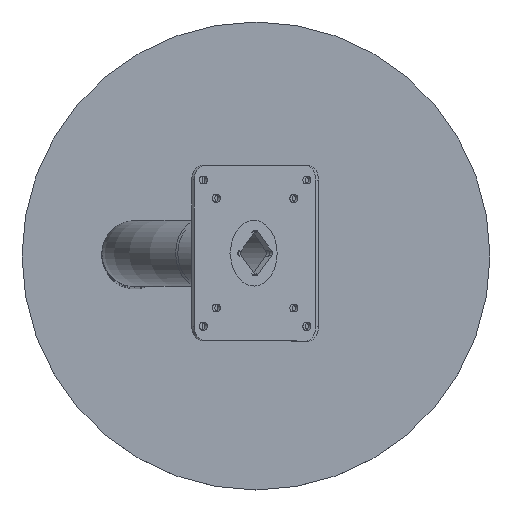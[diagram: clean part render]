
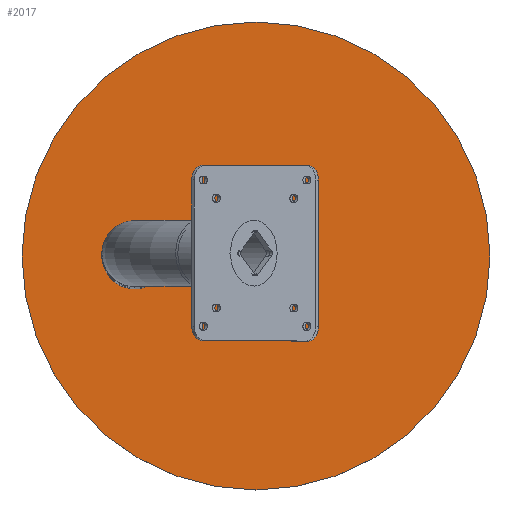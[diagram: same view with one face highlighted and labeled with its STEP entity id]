
A CAD part, top view. The second image highlights one B-rep face of the part: STEP entity #2017.
In plain terms, the highlighted planar face has unit normal (0, 0, 1).
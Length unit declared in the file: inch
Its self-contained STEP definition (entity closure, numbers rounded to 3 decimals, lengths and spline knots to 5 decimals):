
#48=FACE_BOUND('',#286,.T.);
#169=FACE_OUTER_BOUND('',#285,.T.);
#285=EDGE_LOOP('',(#1429,#1430));
#286=EDGE_LOOP('',(#1431,#1432));
#718=CIRCLE('',#2174,6.29921);
#719=CIRCLE('',#2175,6.29921);
#720=CIRCLE('',#2176,0.88583);
#721=CIRCLE('',#2177,0.88583);
#869=VERTEX_POINT('',#3138);
#870=VERTEX_POINT('',#3139);
#871=VERTEX_POINT('',#3142);
#872=VERTEX_POINT('',#3143);
#1098=EDGE_CURVE('',#869,#870,#718,.T.);
#1099=EDGE_CURVE('',#870,#869,#719,.T.);
#1100=EDGE_CURVE('',#871,#872,#720,.T.);
#1101=EDGE_CURVE('',#872,#871,#721,.T.);
#1429=ORIENTED_EDGE('',*,*,#1098,.T.);
#1430=ORIENTED_EDGE('',*,*,#1099,.T.);
#1431=ORIENTED_EDGE('',*,*,#1100,.T.);
#1432=ORIENTED_EDGE('',*,*,#1101,.T.);
#1960=PLANE('',#2173);
#2017=ADVANCED_FACE('',(#169,#48),#1960,.F.);
#2173=AXIS2_PLACEMENT_3D('',#3137,#2502,#2503);
#2174=AXIS2_PLACEMENT_3D('',#3140,#2504,#2505);
#2175=AXIS2_PLACEMENT_3D('',#3141,#2506,#2507);
#2176=AXIS2_PLACEMENT_3D('',#3144,#2508,#2509);
#2177=AXIS2_PLACEMENT_3D('',#3145,#2510,#2511);
#2502=DIRECTION('center_axis',(0.,0.,-1.));
#2503=DIRECTION('ref_axis',(-1.,0.,0.));
#2504=DIRECTION('center_axis',(0.,0.,1.));
#2505=DIRECTION('ref_axis',(1.,0.,0.));
#2506=DIRECTION('center_axis',(0.,0.,1.));
#2507=DIRECTION('ref_axis',(1.,0.,0.));
#2508=DIRECTION('center_axis',(0.,0.,-1.));
#2509=DIRECTION('ref_axis',(0.707,-0.707,0.));
#2510=DIRECTION('center_axis',(0.,0.,-1.));
#2511=DIRECTION('ref_axis',(0.707,-0.707,0.));
#3137=CARTESIAN_POINT('Origin',(6.37993,4.15464,12.75591));
#3138=CARTESIAN_POINT('',(6.76969,-0.18984,12.75591));
#3139=CARTESIAN_POINT('',(-5.82873,-0.18984,12.75591));
#3140=CARTESIAN_POINT('Origin',(0.47048,-0.18984,12.75591));
#3141=CARTESIAN_POINT('Origin',(0.47048,-0.18984,12.75591));
#3142=CARTESIAN_POINT('',(-2.16692,-0.81622,12.75591));
#3143=CARTESIAN_POINT('',(-2.7933,-1.07567,12.75591));
#3144=CARTESIAN_POINT('Origin',(-2.7933,-0.18984,12.75591));
#3145=CARTESIAN_POINT('Origin',(-2.7933,-0.18984,12.75591));
